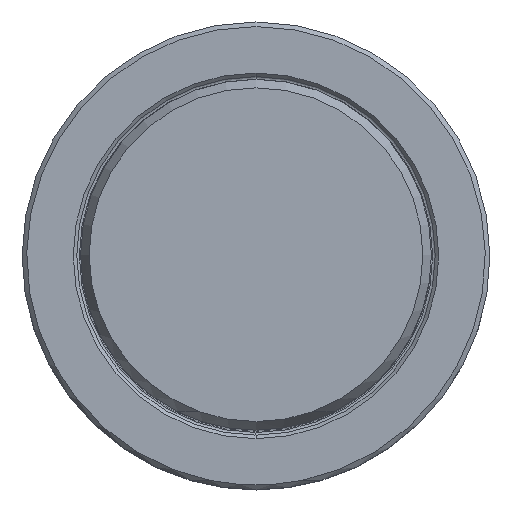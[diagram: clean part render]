
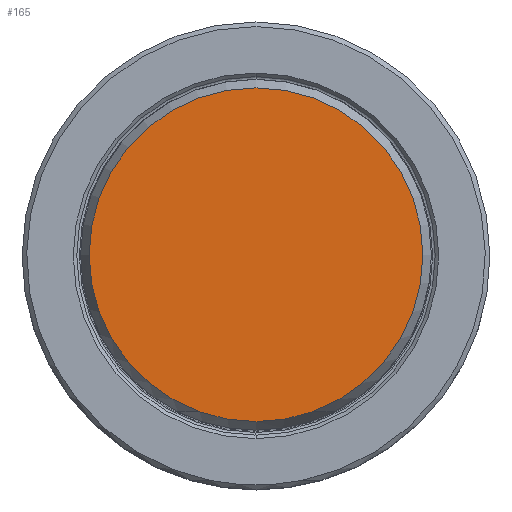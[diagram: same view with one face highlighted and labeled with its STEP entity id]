
A CAD part, top view. The second image highlights one B-rep face of the part: STEP entity #165.
In plain terms, the highlighted planar face has unit normal (0, 0, 1).
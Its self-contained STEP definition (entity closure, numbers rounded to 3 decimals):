
#35=PLANE('',#1309);
#165=ADVANCED_FACE('',(#249),#35,.F.);
#249=FACE_OUTER_BOUND('',#317,.T.);
#317=EDGE_LOOP('',(#592,#593,#594));
#592=ORIENTED_EDGE('',*,*,#827,.F.);
#593=ORIENTED_EDGE('',*,*,#824,.F.);
#594=ORIENTED_EDGE('',*,*,#823,.F.);
#683=VERTEX_POINT('',#2615);
#684=VERTEX_POINT('',#2616);
#685=VERTEX_POINT('',#2618);
#823=EDGE_CURVE('',#683,#684,#970,.T.);
#824=EDGE_CURVE('',#684,#685,#971,.T.);
#827=EDGE_CURVE('',#685,#683,#972,.T.);
#970=CIRCLE('',#1304,18.122);
#971=CIRCLE('',#1305,18.122);
#972=CIRCLE('',#1307,18.122);
#1304=AXIS2_PLACEMENT_3D('',#2614,#1644,#1645);
#1305=AXIS2_PLACEMENT_3D('',#2617,#1646,#1647);
#1307=AXIS2_PLACEMENT_3D('',#2632,#1650,#1651);
#1309=AXIS2_PLACEMENT_3D('',#2634,#1654,#1655);
#1644=DIRECTION('',(0.,0.,-1.));
#1645=DIRECTION('',(-0.339,-0.941,0.));
#1646=DIRECTION('',(0.,0.,-1.));
#1647=DIRECTION('',(0.,1.,0.));
#1650=DIRECTION('',(0.,0.,-1.));
#1651=DIRECTION('',(0.339,-0.941,0.));
#1654=DIRECTION('',(0.,0.,-1.));
#1655=DIRECTION('',(-1.,0.,0.));
#2614=CARTESIAN_POINT('',(0.,0.,69.85));
#2615=CARTESIAN_POINT('',(-6.141,-17.05,69.85));
#2616=CARTESIAN_POINT('',(0.,18.122,69.85));
#2617=CARTESIAN_POINT('',(0.,0.,69.85));
#2618=CARTESIAN_POINT('',(6.141,-17.05,69.85));
#2632=CARTESIAN_POINT('',(0.,0.,69.85));
#2634=CARTESIAN_POINT('',(0.,0.,69.85));
